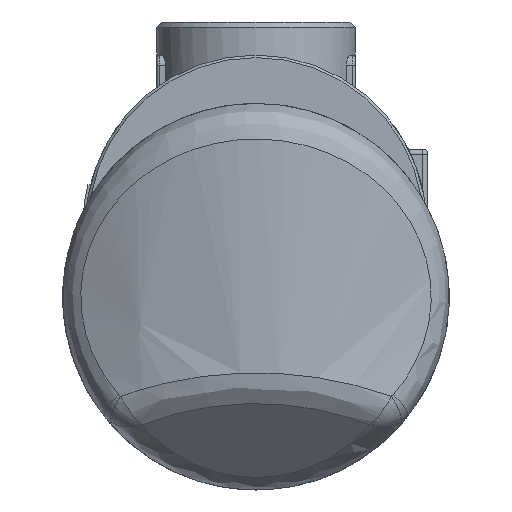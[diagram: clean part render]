
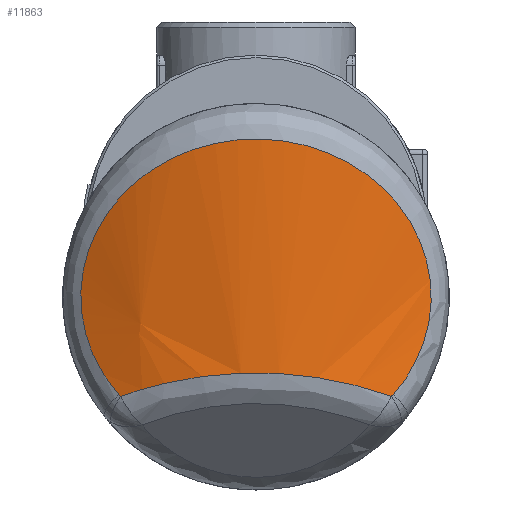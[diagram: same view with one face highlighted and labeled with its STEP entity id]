
A CAD part, left-side view. The second image highlights one B-rep face of the part: STEP entity #11863.
In plain terms, the highlighted free-form (B-spline) face has degree [1, 2] with [2, 9] control points.
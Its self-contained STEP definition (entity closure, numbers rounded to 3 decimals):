
#8741=CARTESIAN_POINT('',(-40.594,-26.975,-19.277));
#8742=VERTEX_POINT('',#8741);
#8750=CARTESIAN_POINT('',(-40.741,-26.619,-19.599));
#8751=VERTEX_POINT('',#8750);
#8752=CARTESIAN_POINT('',(-40.594,-26.975,-19.277));
#8753=CARTESIAN_POINT('',(-40.638,-26.869,-19.397));
#8754=CARTESIAN_POINT('',(-40.687,-26.75,-19.506));
#8755=CARTESIAN_POINT('',(-40.741,-26.619,-19.599));
#8756=B_SPLINE_CURVE_WITH_KNOTS('',3,(#8752,#8753,#8754,#8755),.UNSPECIFIED.,.F.,.U.,(4,4),(0.,0.047),.UNSPECIFIED.);
#8757=EDGE_CURVE('',#8742,#8751,#8756,.T.);
#8928=CARTESIAN_POINT('',(-40.594,26.975,-19.277));
#8929=VERTEX_POINT('',#8928);
#8948=CARTESIAN_POINT('',(-40.741,26.619,-19.599));
#8949=VERTEX_POINT('',#8948);
#8957=CARTESIAN_POINT('',(-40.741,26.619,-19.599));
#8958=CARTESIAN_POINT('',(-40.687,26.75,-19.506));
#8959=CARTESIAN_POINT('',(-40.638,26.869,-19.397));
#8960=CARTESIAN_POINT('',(-40.594,26.975,-19.277));
#8961=B_SPLINE_CURVE_WITH_KNOTS('',3,(#8957,#8958,#8959,#8960),.UNSPECIFIED.,.F.,.U.,(4,4),(0.,0.047),.UNSPECIFIED.);
#8962=EDGE_CURVE('',#8949,#8929,#8961,.T.);
#9224=CARTESIAN_POINT('',(24.,0.,-76.479));
#9225=DIRECTION('',(-0.66,0.,-0.751));
#9226=DIRECTION('',(-0.751,0.,0.66));
#9227=AXIS2_PLACEMENT_3D('',#9224,#9225,#9226);
#9228=ELLIPSE('',#9227,93.179,70.);
#9229=EDGE_CURVE('',#8751,#8949,#9228,.T.);
#9905=CARTESIAN_POINT('',(-40.594,26.975,-19.277));
#9906=CARTESIAN_POINT('',(-40.359,27.538,-18.639));
#9907=CARTESIAN_POINT('',(-39.893,28.611,-17.319));
#9908=CARTESIAN_POINT('',(-39.229,30.048,-15.222));
#9909=CARTESIAN_POINT('',(-38.617,31.299,-13.02));
#9910=CARTESIAN_POINT('',(-38.08,32.349,-10.742));
#9911=CARTESIAN_POINT('',(-37.627,33.201,-8.378));
#9912=CARTESIAN_POINT('',(-37.156,34.063,-5.114));
#9913=CARTESIAN_POINT('',(-36.94,34.443,-2.034));
#9914=CARTESIAN_POINT('',(-36.936,34.451,0.754));
#9915=CARTESIAN_POINT('',(-37.008,34.323,2.993));
#9916=CARTESIAN_POINT('',(-37.24,33.909,5.78));
#9917=CARTESIAN_POINT('',(-37.646,33.167,8.491));
#9918=CARTESIAN_POINT('',(-38.054,32.395,10.577));
#9919=CARTESIAN_POINT('',(-38.516,31.501,12.624));
#9920=CARTESIAN_POINT('',(-39.18,30.16,15.094));
#9921=CARTESIAN_POINT('',(-39.873,28.654,17.253));
#9922=CARTESIAN_POINT('',(-40.387,27.47,18.713));
#9923=CARTESIAN_POINT('',(-41.008,25.989,20.411));
#9924=CARTESIAN_POINT('',(-42.184,22.961,23.325));
#9925=CARTESIAN_POINT('',(-43.359,19.209,25.854));
#9926=CARTESIAN_POINT('',(-44.145,16.037,27.451));
#9927=CARTESIAN_POINT('',(-44.633,13.849,28.421));
#9928=CARTESIAN_POINT('',(-45.164,10.979,29.447));
#9929=CARTESIAN_POINT('',(-45.562,7.985,30.192));
#9930=CARTESIAN_POINT('',(-45.788,5.547,30.611));
#9931=CARTESIAN_POINT('',(-45.91,3.709,30.835));
#9932=CARTESIAN_POINT('',(-45.984,1.854,30.97));
#9933=CARTESIAN_POINT('',(-46.016,-0.622,31.03));
#9934=CARTESIAN_POINT('',(-45.934,-3.733,30.879));
#9935=CARTESIAN_POINT('',(-45.636,-7.436,30.332));
#9936=CARTESIAN_POINT('',(-45.237,-10.427,29.582));
#9937=CARTESIAN_POINT('',(-44.841,-12.725,28.822));
#9938=CARTESIAN_POINT('',(-44.397,-14.972,27.956));
#9939=CARTESIAN_POINT('',(-43.757,-17.679,26.673));
#9940=CARTESIAN_POINT('',(-43.034,-20.205,25.147));
#9941=CARTESIAN_POINT('',(-42.426,-22.097,23.799));
#9942=CARTESIAN_POINT('',(-41.961,-23.446,22.729));
#9943=CARTESIAN_POINT('',(-41.487,-24.739,21.591));
#9944=CARTESIAN_POINT('',(-40.851,-26.374,19.991));
#9945=CARTESIAN_POINT('',(-40.062,-28.245,17.844));
#9946=CARTESIAN_POINT('',(-39.171,-30.178,15.062));
#9947=CARTESIAN_POINT('',(-38.381,-31.771,12.124));
#9948=CARTESIAN_POINT('',(-37.719,-33.034,8.992));
#9949=CARTESIAN_POINT('',(-37.289,-33.821,6.093));
#9950=CARTESIAN_POINT('',(-37.048,-34.252,3.514));
#9951=CARTESIAN_POINT('',(-36.939,-34.444,1.293));
#9952=CARTESIAN_POINT('',(-36.927,-34.465,-1.891));
#9953=CARTESIAN_POINT('',(-37.161,-34.053,-5.159));
#9954=CARTESIAN_POINT('',(-37.629,-33.198,-8.388));
#9955=CARTESIAN_POINT('',(-38.234,-32.058,-11.55));
#9956=CARTESIAN_POINT('',(-39.017,-30.505,-14.556));
#9957=CARTESIAN_POINT('',(-39.895,-28.607,-17.323));
#9958=CARTESIAN_POINT('',(-40.359,-27.538,-18.639));
#9959=CARTESIAN_POINT('',(-40.594,-26.975,-19.277));
#9960=B_SPLINE_CURVE_WITH_KNOTS('',3,(#9905,#9906,#9907,#9908,#9909,#9910,#9911,#9912,#9913,#9914,#9915,#9916,#9917,#9918,#9919,#9920,#9921,#9922,#9923,#9924,#9925,#9926,#9927,#9928,#9929,#9930,#9931,#9932,#9933,#9934,#9935,#9936,#9937,#9938,#9939,#9940,#9941,#9942,#9943,#9944,#9945,#9946,#9947,#9948,#9949,#9950,#9951,#9952,#9953,#9954,#9955,#9956,#9957,#9958,#9959),.UNSPECIFIED.,.F.,.U.,(4,1,1,1,1,1,1,1,1,1,1,1,1,1,1,1,1,1,1,1,1,1,1,1,1,1,1,1,1,1,1,1,1,1,1,1,1,1,1,1,1,1,1,1,1,1,1,1,1,1,1,1,4),(12.67,12.921,13.172,13.423,13.674,13.925,14.175,14.677,14.844,15.012,15.346,15.681,15.848,16.015,16.349,16.684,16.795,16.907,17.353,18.022,18.189,18.356,18.691,19.025,19.192,19.36,19.527,19.694,20.029,20.363,20.697,20.865,21.032,21.366,21.701,21.868,22.035,22.203,22.37,22.704,23.039,23.373,23.708,24.042,24.265,24.488,24.711,25.213,25.464,25.714,26.216,26.467,26.718),.UNSPECIFIED.);
#9961=EDGE_CURVE('',#8929,#8742,#9960,.T.);
#11831=CARTESIAN_POINT('',(-34.788,-38.,-19.599));
#11832=CARTESIAN_POINT('',(-34.788,-38.,31.03));
#11833=CARTESIAN_POINT('',(3.212,-96.788,-19.599));
#11834=CARTESIAN_POINT('',(3.212,-96.788,31.03));
#11835=CARTESIAN_POINT('',(62.,-58.788,-19.599));
#11836=CARTESIAN_POINT('',(62.,-58.788,31.03));
#11837=CARTESIAN_POINT('',(120.788,-20.788,-19.599));
#11838=CARTESIAN_POINT('',(120.788,-20.788,31.03));
#11839=CARTESIAN_POINT('',(82.788,38.,-19.599));
#11840=CARTESIAN_POINT('',(82.788,38.,31.03));
#11841=CARTESIAN_POINT('',(44.788,96.788,-19.599));
#11842=CARTESIAN_POINT('',(44.788,96.788,31.03));
#11843=CARTESIAN_POINT('',(-14.,58.788,-19.599));
#11844=CARTESIAN_POINT('',(-14.,58.788,31.03));
#11845=CARTESIAN_POINT('',(-72.788,20.788,-19.599));
#11846=CARTESIAN_POINT('',(-72.788,20.788,31.03));
#11847=CARTESIAN_POINT('',(-34.788,-38.,-19.599));
#11848=CARTESIAN_POINT('',(-34.788,-38.,31.03));
#11856=(BOUNDED_SURFACE()B_SPLINE_SURFACE(1,2,((#11831,#11833,#11835,#11837,#11839,#11841,#11843,#11845,#11847),(#11832,#11834,#11836,#11838,#11840,#11842,#11844,#11846,#11848)),.UNSPECIFIED.,.F.,.T.,.U.)B_SPLINE_SURFACE_WITH_KNOTS((2,2),(3,2,2,2,3),(-0.28,0.443),(0.0,109.956,219.911,329.867,439.823),.UNSPECIFIED.)GEOMETRIC_REPRESENTATION_ITEM()RATIONAL_B_SPLINE_SURFACE(((1.0,0.707,1.0,0.707,1.0,0.707,1.0,0.707,1.0),(1.0,0.707,1.0,0.707,1.0,0.707,1.0,0.707,1.0)))REPRESENTATION_ITEM('')SURFACE());
#11857=ORIENTED_EDGE('',*,*,#8757,.F.);
#11858=ORIENTED_EDGE('',*,*,#9961,.F.);
#11859=ORIENTED_EDGE('',*,*,#8962,.F.);
#11860=ORIENTED_EDGE('',*,*,#9229,.F.);
#11861=EDGE_LOOP('',(#11857,#11858,#11859,#11860));
#11862=FACE_OUTER_BOUND('',#11861,.T.);
#11863=ADVANCED_FACE('',(#11862),#11856,.F.);
